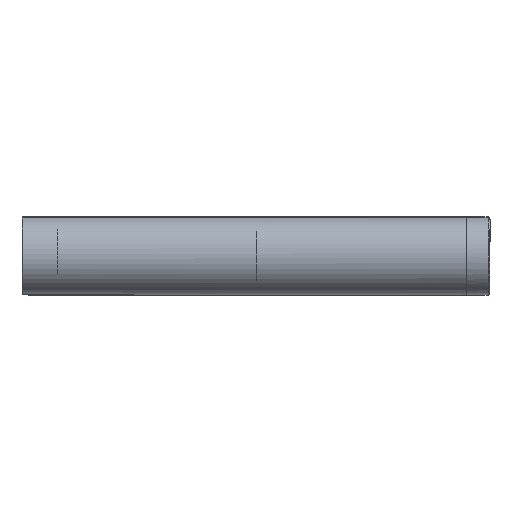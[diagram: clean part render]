
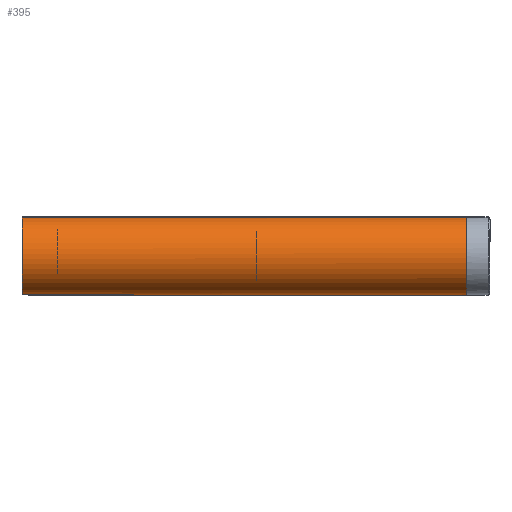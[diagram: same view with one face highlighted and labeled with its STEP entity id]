
A CAD part, left-side view. The second image highlights one B-rep face of the part: STEP entity #395.
In plain terms, the highlighted cylindrical face has radius 10 mm (diameter 20 mm), a partial arc.
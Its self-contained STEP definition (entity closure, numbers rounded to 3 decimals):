
#395=ADVANCED_FACE('',(#723),#5518,.T.);
#723=FACE_OUTER_BOUND('',#1060,.T.);
#1060=EDGE_LOOP('',(#1655,#1656,#1657,#1658));
#1655=ORIENTED_EDGE('',*,*,#3184,.T.);
#1656=ORIENTED_EDGE('',*,*,#3183,.F.);
#1657=ORIENTED_EDGE('',*,*,#3186,.T.);
#1658=ORIENTED_EDGE('',*,*,#3185,.T.);
#3183=EDGE_CURVE('',#4849,#4839,#4194,.T.);
#3184=EDGE_CURVE('',#4840,#4839,#3984,.T.);
#3185=EDGE_CURVE('',#4852,#4840,#4195,.T.);
#3186=EDGE_CURVE('',#4849,#4852,#3985,.T.);
#3984=(
BOUNDED_CURVE()
B_SPLINE_CURVE(2,(#7668,#7669,#7670,#7671,#7672),.UNSPECIFIED.,.F.,.F.)
B_SPLINE_CURVE_WITH_KNOTS((3,2,3),(-31.416,-15.708,0.),
 .UNSPECIFIED.)
CURVE()
GEOMETRIC_REPRESENTATION_ITEM()
RATIONAL_B_SPLINE_CURVE((1.,0.707,1.,0.707,1.))
REPRESENTATION_ITEM('')
);
#3985=(
BOUNDED_CURVE()
B_SPLINE_CURVE(2,(#7675,#7676,#7677,#7678,#7679),.UNSPECIFIED.,.F.,.F.)
B_SPLINE_CURVE_WITH_KNOTS((3,2,3),(-31.416,-15.708,0.),
 .UNSPECIFIED.)
CURVE()
GEOMETRIC_REPRESENTATION_ITEM()
RATIONAL_B_SPLINE_CURVE((1.,0.707,1.,0.707,1.))
REPRESENTATION_ITEM('')
);
#4194=B_SPLINE_CURVE_WITH_KNOTS('',1,(#7666,#7667),.UNSPECIFIED.,.F.,.F.,
(2,2),(-114.,0.),.UNSPECIFIED.);
#4195=B_SPLINE_CURVE_WITH_KNOTS('',1,(#7673,#7674),.UNSPECIFIED.,.F.,.F.,
(2,2),(-114.,0.),.UNSPECIFIED.);
#4839=VERTEX_POINT('',#7565);
#4840=VERTEX_POINT('',#7566);
#4849=VERTEX_POINT('',#7575);
#4852=VERTEX_POINT('',#7578);
#5518=CYLINDRICAL_SURFACE('',#5998,10.);
#5998=AXIS2_PLACEMENT_3D('',#7521,#6330,$);
#6330=DIRECTION('',(1.,0.,0.));
#7521=CARTESIAN_POINT('',(0.,0.,0.));
#7565=CARTESIAN_POINT('',(-57.,-10.,0.));
#7566=CARTESIAN_POINT('',(-57.,10.,0.));
#7575=CARTESIAN_POINT('',(57.,-10.,0.));
#7578=CARTESIAN_POINT('',(57.,10.,0.));
#7666=CARTESIAN_POINT('',(57.,-10.,0.));
#7667=CARTESIAN_POINT('',(-57.,-10.,0.));
#7668=CARTESIAN_POINT('',(-57.,10.,0.));
#7669=CARTESIAN_POINT('',(-57.,10.,10.));
#7670=CARTESIAN_POINT('',(-57.,0.,10.));
#7671=CARTESIAN_POINT('',(-57.,-10.,10.));
#7672=CARTESIAN_POINT('',(-57.,-10.,0.));
#7673=CARTESIAN_POINT('',(57.,10.,0.));
#7674=CARTESIAN_POINT('',(-57.,10.,0.));
#7675=CARTESIAN_POINT('',(57.,-10.,0.));
#7676=CARTESIAN_POINT('',(57.,-10.,10.));
#7677=CARTESIAN_POINT('',(57.,0.,10.));
#7678=CARTESIAN_POINT('',(57.,10.,10.));
#7679=CARTESIAN_POINT('',(57.,10.,0.));
